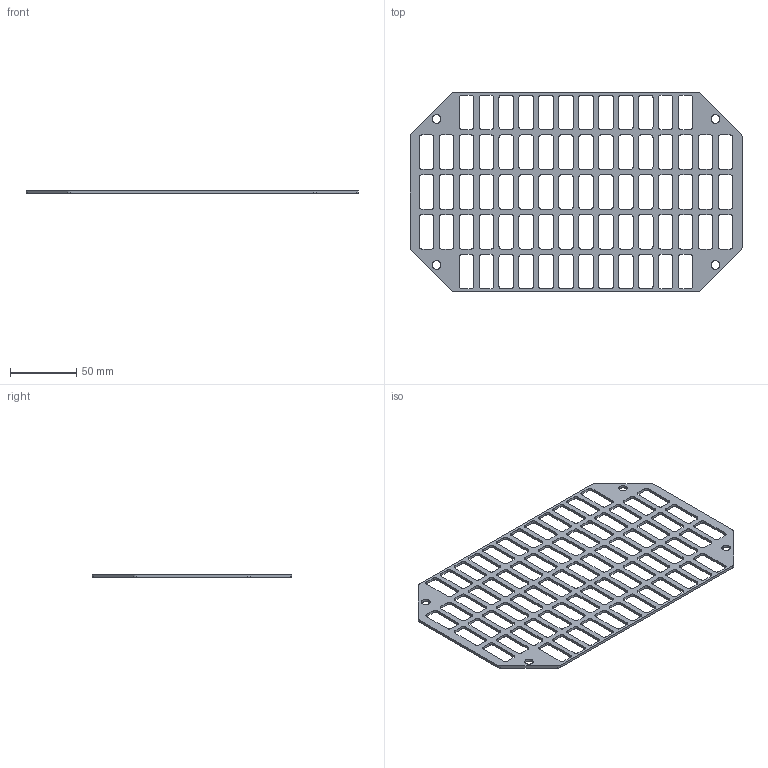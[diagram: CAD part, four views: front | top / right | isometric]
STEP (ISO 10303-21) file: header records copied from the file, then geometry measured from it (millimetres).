
FILE_DESCRIPTION (( 'STEP AP203' ), '1' );
FILE_NAME ('MPP 3020.STEP', '2021-12-08T11:12:16', ( '' ), ( '' ), 'SwSTEP 2.0', 'SolidWorks 2020', '' );
FILE_SCHEMA (( 'CONFIG_CONTROL_DESIGN' ));
Length unit declared in the file: millimetre
Products named in the file (1): MPP 3020
Bounding box: 250 x 150 x 2 mm (x, y, z)
Volume: 29944 mm3; surface area: 41716.9 mm2
Topology: 1 solids, 1 shells, 602 faces, 1800 edges, 1200 vertices
Faces by surface type: cylinder 304, plane 298
Entity records: 20813 total; most frequent: DIRECTION 3614, CARTESIAN_POINT 3603, ORIENTED_EDGE 3600, EDGE_CURVE 1800, AXIS2_PLACEMENT_3D 1211, VERTEX_POINT 1200, VECTOR 1192, LINE 1192
